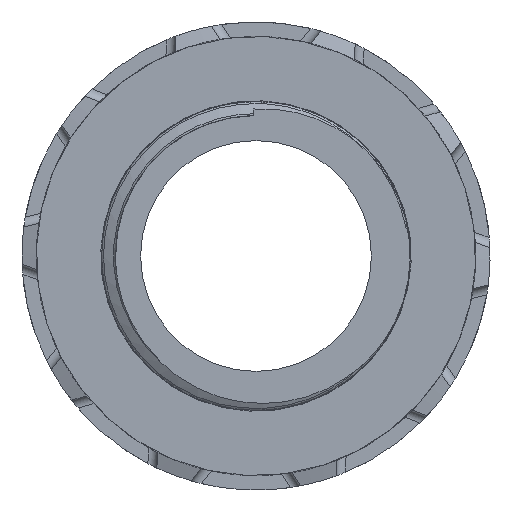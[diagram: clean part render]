
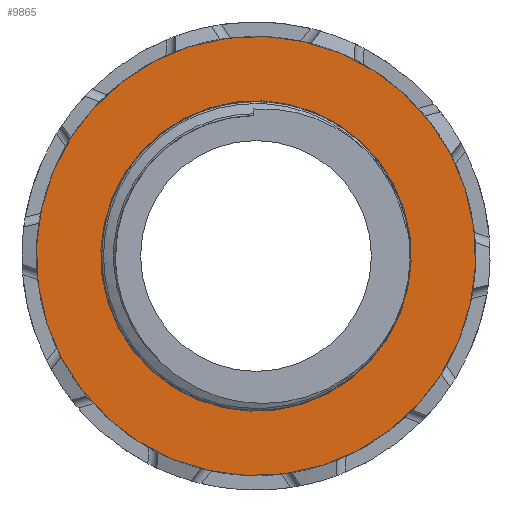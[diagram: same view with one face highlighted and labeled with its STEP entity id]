
A CAD part, left-side view. The second image highlights one B-rep face of the part: STEP entity #9865.
In plain terms, the highlighted face is planar.
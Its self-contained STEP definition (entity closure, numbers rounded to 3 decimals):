
#156 = ORIENTED_EDGE ( 'NONE', *, *, #10299, .F. ) ;
#157 = ORIENTED_EDGE ( 'NONE', *, *, #9885, .T. ) ;
#658 = FACE_BOUND ( 'NONE', #9974, .T. ) ;
#671 = FACE_OUTER_BOUND ( 'NONE', #9978, .T. ) ;
#680 = CARTESIAN_POINT ( 'NONE',  ( 23., 0., -23.7 ) ) ;
#681 = PLANE ( 'NONE',  #9571 ) ;
#683 = DIRECTION ( 'NONE',  ( -1., 0., 0. ) ) ;
#684 = DIRECTION ( 'NONE',  ( 0., 0., 1. ) ) ;
#784 = CARTESIAN_POINT ( 'NONE',  ( 23., 0., 0. ) ) ;
#785 = DIRECTION ( 'NONE',  ( -1., 0., 0. ) ) ;
#786 = DIRECTION ( 'NONE',  ( 0., 0., 1. ) ) ;
#2624 = CIRCLE ( 'NONE', #2633, 23.7 ) ;
#2633 = AXIS2_PLACEMENT_3D ( 'NONE', #6975, #6976, #6977 ) ;
#3835 = VERTEX_POINT ( 'NONE', #8861 ) ;
#6975 = CARTESIAN_POINT ( 'NONE',  ( 23., 0., 0. ) ) ;
#6976 = DIRECTION ( 'NONE',  ( -1., 0., 0. ) ) ;
#6977 = DIRECTION ( 'NONE',  ( 0., 0., 1. ) ) ;
#8861 = CARTESIAN_POINT ( 'NONE',  ( 23., 0., 16.75 ) ) ;
#8878 = VERTEX_POINT ( 'NONE', #8881 ) ;
#8881 = CARTESIAN_POINT ( 'NONE',  ( 23., 0., 23.7 ) ) ;
#9571 = AXIS2_PLACEMENT_3D ( 'NONE', #680, #683, #684 ) ;
#9865 = ADVANCED_FACE ( 'NONE', ( #671, #658 ), #681, .F. ) ;
#9885 = EDGE_CURVE ( 'NONE', #3835, #3835, #10467, .T. ) ;
#9974 = EDGE_LOOP ( 'NONE', ( #157 ) ) ;
#9978 = EDGE_LOOP ( 'NONE', ( #156 ) ) ;
#10299 = EDGE_CURVE ( 'NONE', #8878, #8878, #2624, .T. ) ;
#10462 = AXIS2_PLACEMENT_3D ( 'NONE', #784, #785, #786 ) ;
#10467 = CIRCLE ( 'NONE', #10462, 16.75 ) ;
